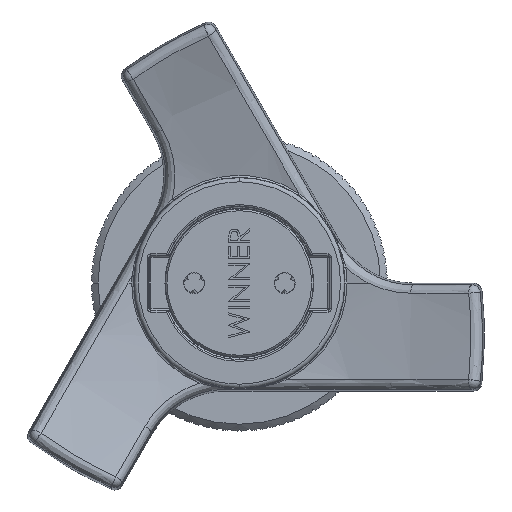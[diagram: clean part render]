
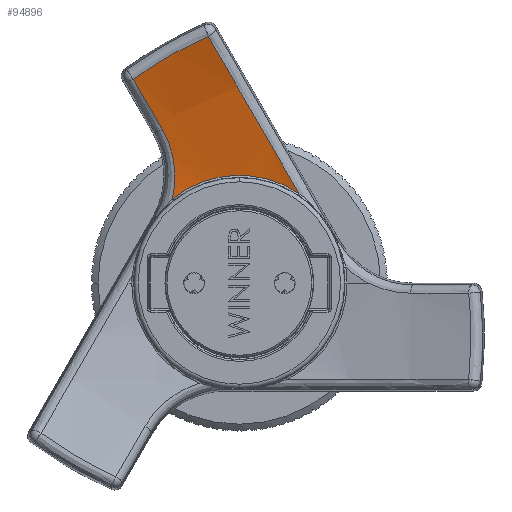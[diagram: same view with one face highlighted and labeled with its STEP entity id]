
A CAD part, left-side view. The second image highlights one B-rep face of the part: STEP entity #94896.
In plain terms, the highlighted spherical face has radius 70 mm.
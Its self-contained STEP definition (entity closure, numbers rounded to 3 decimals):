
#358 = DIRECTION ( 'NONE',  ( 0., 0., -1. ) ) ;
#364 = CARTESIAN_POINT ( 'NONE',  ( -107.22, 0., 0. ) ) ;
#366 = DIRECTION ( 'NONE',  ( 0., -1., 0. ) ) ;
#7797 = EDGE_LOOP ( 'NONE', ( #17798, #17799, #17800, #17801, #17802 ) ) ;
#12915 = EDGE_CURVE ( 'NONE', #18270, #18269, #44223, .T. ) ;
#13064 = EDGE_CURVE ( 'NONE', #18269, #18213, #44262, .T. ) ;
#13099 = EDGE_CURVE ( 'NONE', #18213, #18277, #44274, .T. ) ;
#13223 = EDGE_CURVE ( 'NONE', #18210, #18270, #44301, .T. ) ;
#13227 = EDGE_CURVE ( 'NONE', #18277, #18210, #47286, .T. ) ;
#17798 = ORIENTED_EDGE ( 'NONE', *, *, #13099, .T. ) ;
#17799 = ORIENTED_EDGE ( 'NONE', *, *, #13227, .T. ) ;
#17800 = ORIENTED_EDGE ( 'NONE', *, *, #13223, .T. ) ;
#17801 = ORIENTED_EDGE ( 'NONE', *, *, #12915, .T. ) ;
#17802 = ORIENTED_EDGE ( 'NONE', *, *, #13064, .T. ) ;
#18210 = VERTEX_POINT ( 'NONE', #60302 ) ;
#18213 = VERTEX_POINT ( 'NONE', #60305 ) ;
#18269 = VERTEX_POINT ( 'NONE', #60361 ) ;
#18270 = VERTEX_POINT ( 'NONE', #60362 ) ;
#18277 = VERTEX_POINT ( 'NONE', #60369 ) ;
#30960 = AXIS2_PLACEMENT_3D ( 'NONE', #54203, #54204, #54205 ) ;
#44223 = B_SPLINE_CURVE_WITH_KNOTS ( 'NONE', 3,
 ( #52702, #52696, #52632, #52706 ),
 .UNSPECIFIED., .F., .F.,
 ( 4, 4 ),
 ( 0., 0.01 ),
 .UNSPECIFIED. ) ;
#44262 = B_SPLINE_CURVE_WITH_KNOTS ( 'NONE', 3,
 ( #53659, #53663, #53678, #53680 ),
 .UNSPECIFIED., .F., .F.,
 ( 4, 4 ),
 ( 0., 0.007 ),
 .UNSPECIFIED. ) ;
#44274 = B_SPLINE_CURVE_WITH_KNOTS ( 'NONE', 3,
 ( #53872, #53866, #53887, #53888, #53889, #53890, #53891, #53892, #53893, #53894, #53895, #53896, #53897, #53898 ),
 .UNSPECIFIED., .F., .F.,
 ( 4, 2, 2, 2, 2, 2, 4 ),
 ( 0., 0.002, 0.004, 0.005, 0.007, 0.008, 0.009 ),
 .UNSPECIFIED. ) ;
#44301 = B_SPLINE_CURVE_WITH_KNOTS ( 'NONE', 3,
 ( #54179, #54171, #54191, #54192, #54193, #54194, #54195, #54196 ),
 .UNSPECIFIED., .F., .F.,
 ( 4, 2, 2, 4 ),
 ( 0.007, 0.013, 0.018, 0.029 ),
 .UNSPECIFIED. ) ;
#47286 = CIRCLE ( 'NONE', #30960, 12.73 ) ;
#52632 = CARTESIAN_POINT ( 'NONE',  ( -42.914, 9.754, 26.103 ) ) ;
#52696 = CARTESIAN_POINT ( 'NONE',  ( -43.249, 6.783, 27.812 ) ) ;
#52702 = CARTESIAN_POINT ( 'NONE',  ( -43.701, 3.676, 29.186 ) ) ;
#52706 = CARTESIAN_POINT ( 'NONE',  ( -42.699, 12.52, 24.09 ) ) ;
#53659 = CARTESIAN_POINT ( 'NONE',  ( -42.699, 12.52, 24.09 ) ) ;
#53663 = CARTESIAN_POINT ( 'NONE',  ( -41.757, 11.399, 22.149 ) ) ;
#53678 = CARTESIAN_POINT ( 'NONE',  ( -40.932, 10.254, 20.167 ) ) ;
#53680 = CARTESIAN_POINT ( 'NONE',  ( -40.229, 9.091, 18.152 ) ) ;
#53866 = CARTESIAN_POINT ( 'NONE',  ( -40.017, 8.741, 17.548 ) ) ;
#53872 = CARTESIAN_POINT ( 'NONE',  ( -40.229, 9.091, 18.152 ) ) ;
#53887 = CARTESIAN_POINT ( 'NONE',  ( -39.816, 8.449, 16.908 ) ) ;
#53888 = CARTESIAN_POINT ( 'NONE',  ( -39.444, 7.991, 15.592 ) ) ;
#53889 = CARTESIAN_POINT ( 'NONE',  ( -39.272, 7.824, 14.913 ) ) ;
#53890 = CARTESIAN_POINT ( 'NONE',  ( -39.035, 7.67, 13.86 ) ) ;
#53891 = CARTESIAN_POINT ( 'NONE',  ( -38.96, 7.636, 13.504 ) ) ;
#53892 = CARTESIAN_POINT ( 'NONE',  ( -38.819, 7.601, 12.795 ) ) ;
#53893 = CARTESIAN_POINT ( 'NONE',  ( -38.754, 7.601, 12.441 ) ) ;
#53894 = CARTESIAN_POINT ( 'NONE',  ( -38.633, 7.634, 11.732 ) ) ;
#53895 = CARTESIAN_POINT ( 'NONE',  ( -38.577, 7.668, 11.377 ) ) ;
#53896 = CARTESIAN_POINT ( 'NONE',  ( -38.475, 7.771, 10.668 ) ) ;
#53897 = CARTESIAN_POINT ( 'NONE',  ( -38.428, 7.84, 10.311 ) ) ;
#53898 = CARTESIAN_POINT ( 'NONE',  ( -38.387, 7.927, 9.961 ) ) ;
#54171 = CARTESIAN_POINT ( 'NONE',  ( -38.539, -6.131, 12.195 ) ) ;
#54179 = CARTESIAN_POINT ( 'NONE',  ( -38.387, -7.053, 10.597 ) ) ;
#54191 = CARTESIAN_POINT ( 'NONE',  ( -38.765, -5.21, 13.791 ) ) ;
#54192 = CARTESIAN_POINT ( 'NONE',  ( -39.363, -3.385, 16.953 ) ) ;
#54193 = CARTESIAN_POINT ( 'NONE',  ( -39.736, -2.478, 18.524 ) ) ;
#54194 = CARTESIAN_POINT ( 'NONE',  ( -41.072, 0.22, 23.198 ) ) ;
#54195 = CARTESIAN_POINT ( 'NONE',  ( -42.245, 1.971, 26.233 ) ) ;
#54196 = CARTESIAN_POINT ( 'NONE',  ( -43.701, 3.676, 29.186 ) ) ;
#54203 = CARTESIAN_POINT ( 'NONE',  ( -38.387, 0., 0. ) ) ;
#54204 = DIRECTION ( 'NONE',  ( 1., 0., 0. ) ) ;
#54205 = DIRECTION ( 'NONE',  ( 0., 0., -1. ) ) ;
#60302 = CARTESIAN_POINT ( 'NONE',  ( -38.387, -7.053, 10.597 ) ) ;
#60305 = CARTESIAN_POINT ( 'NONE',  ( -40.229, 9.091, 18.152 ) ) ;
#60361 = CARTESIAN_POINT ( 'NONE',  ( -42.699, 12.52, 24.09 ) ) ;
#60362 = CARTESIAN_POINT ( 'NONE',  ( -43.701, 3.676, 29.186 ) ) ;
#60369 = CARTESIAN_POINT ( 'NONE',  ( -38.387, 7.927, 9.961 ) ) ;
#73316 = FACE_OUTER_BOUND ( 'NONE', #7797, .T. ) ;
#73322 = SPHERICAL_SURFACE ( 'NONE', #74943, 70. ) ;
#74943 = AXIS2_PLACEMENT_3D ( 'NONE', #364, #358, #366 ) ;
#94896 = ADVANCED_FACE ( 'NONE', ( #73316 ), #73322, .F. ) ;
